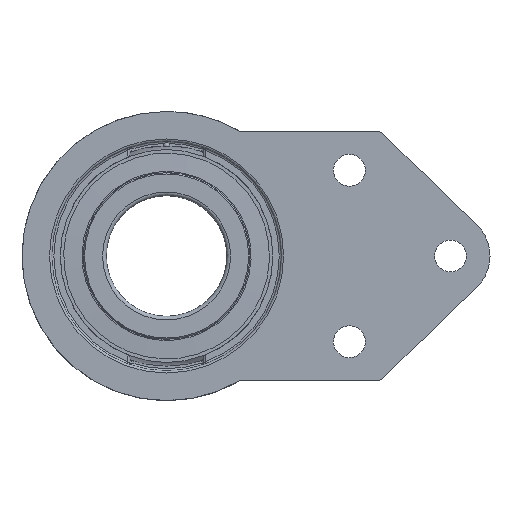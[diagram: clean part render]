
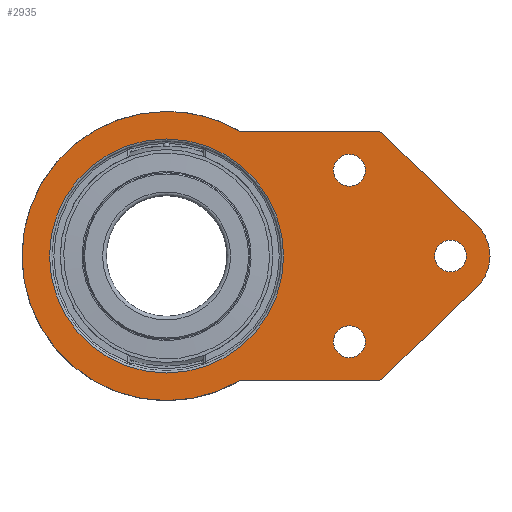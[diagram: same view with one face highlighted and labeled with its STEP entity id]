
A CAD part, left-side view. The second image highlights one B-rep face of the part: STEP entity #2935.
In plain terms, the highlighted face is planar.
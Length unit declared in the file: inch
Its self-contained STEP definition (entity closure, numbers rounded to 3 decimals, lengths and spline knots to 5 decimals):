
#1727=CARTESIAN_POINT('',(-2.32283,0.,0.));
#1728=VERTEX_POINT('',#1727);
#1735=CARTESIAN_POINT('',(-2.00787,-1.16791,-0.));
#1736=VERTEX_POINT('',#1735);
#1737=CARTESIAN_POINT('',(-0.,0.,-0.));
#1738=DIRECTION('',(-0.,-0.,1.));
#1739=DIRECTION('',(1.,-0.,0.));
#1740=AXIS2_PLACEMENT_3D('',#1737,#1738,#1739);
#1741=CIRCLE('',#1740,2.32283);
#1742=EDGE_CURVE('',#1728,#1736,#1741,.T.);
#2611=CARTESIAN_POINT('',(2.00787,-3.42533,-0.));
#2612=VERTEX_POINT('',#2611);
#2619=CARTESIAN_POINT('',(2.00787,-1.16791,-0.));
#2620=VERTEX_POINT('',#2619);
#2621=CARTESIAN_POINT('',(2.00787,-3.42533,-0.));
#2622=DIRECTION('',(0.,1.,0.));
#2623=VECTOR('',#2622,0.88875);
#2624=LINE('',#2621,#2623);
#2625=EDGE_CURVE('',#2612,#2620,#2624,.T.);
#2723=CARTESIAN_POINT('',(0.50354,-4.98311,-0.));
#2724=VERTEX_POINT('',#2723);
#2731=CARTESIAN_POINT('',(0.50354,-4.98311,-0.));
#2732=DIRECTION('',(0.695,0.719,0.));
#2733=VECTOR('',#2732,0.85259);
#2734=LINE('',#2731,#2733);
#2735=EDGE_CURVE('',#2724,#2612,#2734,.T.);
#2747=CARTESIAN_POINT('',(-0.50354,-4.98311,-0.));
#2748=VERTEX_POINT('',#2747);
#2755=CARTESIAN_POINT('',(-0.,-4.49685,-0.));
#2756=DIRECTION('',(-0.,-0.,1.));
#2757=DIRECTION('',(1.,-0.,0.));
#2758=AXIS2_PLACEMENT_3D('',#2755,#2756,#2757);
#2759=CIRCLE('',#2758,0.7);
#2760=EDGE_CURVE('',#2748,#2724,#2759,.T.);
#2772=CARTESIAN_POINT('',(-2.00787,-3.42533,-0.));
#2773=VERTEX_POINT('',#2772);
#2780=CARTESIAN_POINT('',(-2.00787,-3.42533,-0.));
#2781=DIRECTION('',(0.695,-0.719,-0.));
#2782=VECTOR('',#2781,0.85259);
#2783=LINE('',#2780,#2782);
#2784=EDGE_CURVE('',#2773,#2748,#2783,.T.);
#2798=CARTESIAN_POINT('',(-2.00787,-1.16791,-0.));
#2799=DIRECTION('',(-0.,-1.,-0.));
#2800=VECTOR('',#2799,0.88875);
#2801=LINE('',#2798,#2800);
#2802=EDGE_CURVE('',#1736,#2773,#2801,.T.);
#2825=CARTESIAN_POINT('',(1.12205,-2.93701,-0.));
#2826=VERTEX_POINT('',#2825);
#2835=CARTESIAN_POINT('',(1.37795,-2.93701,-0.));
#2836=DIRECTION('',(-0.,-0.,1.));
#2837=DIRECTION('',(1.,-0.,0.));
#2838=AXIS2_PLACEMENT_3D('',#2835,#2836,#2837);
#2839=CIRCLE('',#2838,0.25591);
#2840=EDGE_CURVE('',#2826,#2826,#2839,.T.);
#2850=CARTESIAN_POINT('',(-0.25591,-4.56299,-0.));
#2851=VERTEX_POINT('',#2850);
#2860=CARTESIAN_POINT('',(-0.,-4.56299,-0.));
#2861=DIRECTION('',(-0.,-0.,1.));
#2862=DIRECTION('',(1.,-0.,0.));
#2863=AXIS2_PLACEMENT_3D('',#2860,#2861,#2862);
#2864=CIRCLE('',#2863,0.25591);
#2865=EDGE_CURVE('',#2851,#2851,#2864,.T.);
#2875=CARTESIAN_POINT('',(-1.63386,-2.93701,-0.));
#2876=VERTEX_POINT('',#2875);
#2885=CARTESIAN_POINT('',(-1.37795,-2.93701,-0.));
#2886=DIRECTION('',(-0.,-0.,1.));
#2887=DIRECTION('',(1.,-0.,0.));
#2888=AXIS2_PLACEMENT_3D('',#2885,#2886,#2887);
#2889=CIRCLE('',#2888,0.25591);
#2890=EDGE_CURVE('',#2876,#2876,#2889,.T.);
#2895=CARTESIAN_POINT('',(0.,-1.36958,-0.));
#2896=DIRECTION('',(-0.,-0.,1.));
#2897=DIRECTION('',(1.,-0.,0.));
#2898=AXIS2_PLACEMENT_3D('',#2895,#2896,#2897);
#2899=PLANE('',#2898);
#2900=ORIENTED_EDGE('',*,*,#2840,.T.);
#2901=EDGE_LOOP('',(#2900));
#2902=FACE_BOUND('',#2901,.T.);
#2903=ORIENTED_EDGE('',*,*,#2865,.T.);
#2904=EDGE_LOOP('',(#2903));
#2905=FACE_BOUND('',#2904,.T.);
#2906=ORIENTED_EDGE('',*,*,#2890,.T.);
#2907=EDGE_LOOP('',(#2906));
#2908=FACE_BOUND('',#2907,.T.);
#2909=ORIENTED_EDGE('',*,*,#2802,.F.);
#2910=ORIENTED_EDGE('',*,*,#1742,.F.);
#2911=CARTESIAN_POINT('',(-0.,0.,-0.));
#2912=DIRECTION('',(-0.,-0.,1.));
#2913=DIRECTION('',(1.,-0.,0.));
#2914=AXIS2_PLACEMENT_3D('',#2911,#2912,#2913);
#2915=CIRCLE('',#2914,2.32283);
#2916=EDGE_CURVE('',#2620,#1728,#2915,.T.);
#2917=ORIENTED_EDGE('',*,*,#2916,.F.);
#2918=ORIENTED_EDGE('',*,*,#2625,.F.);
#2919=ORIENTED_EDGE('',*,*,#2735,.F.);
#2920=ORIENTED_EDGE('',*,*,#2760,.F.);
#2921=ORIENTED_EDGE('',*,*,#2784,.F.);
#2922=EDGE_LOOP('',(#2909,#2910,#2917,#2918,#2919,#2920,#2921));
#2923=FACE_BOUND('',#2922,.T.);
#2924=CARTESIAN_POINT('',(0.,1.8803,0.));
#2925=VERTEX_POINT('',#2924);
#2926=CARTESIAN_POINT('',(0.,0.,0.));
#2927=DIRECTION('',(0.,0.,-1.));
#2928=DIRECTION('',(-0.,-1.,-0.));
#2929=AXIS2_PLACEMENT_3D('',#2926,#2927,#2928);
#2930=CIRCLE('',#2929,1.8803);
#2931=EDGE_CURVE('',#2925,#2925,#2930,.T.);
#2932=ORIENTED_EDGE('',*,*,#2931,.F.);
#2933=EDGE_LOOP('',(#2932));
#2934=FACE_BOUND('',#2933,.T.);
#2935=ADVANCED_FACE('',(#2902,#2905,#2908,#2923,#2934),#2899,.F.);
